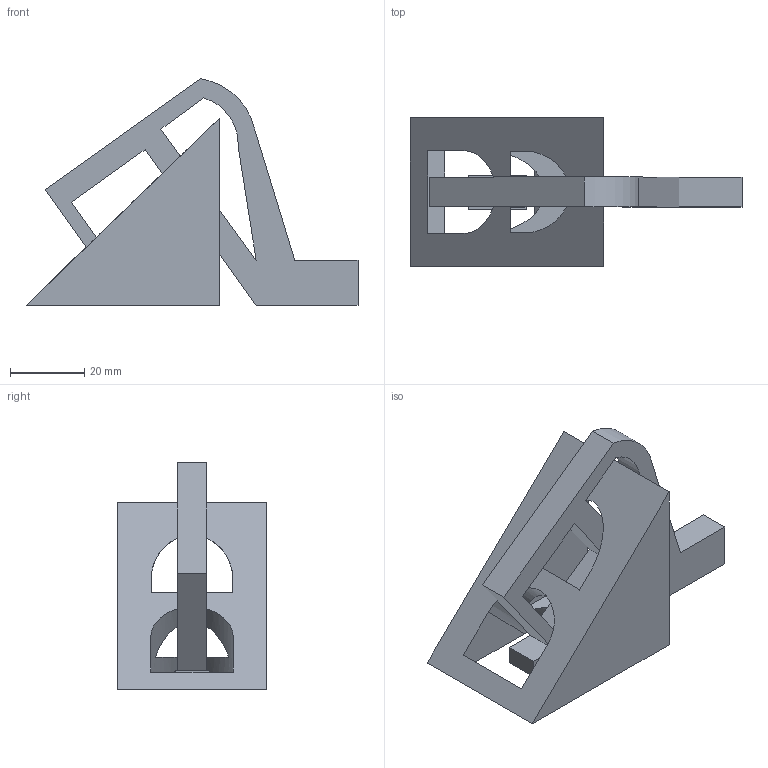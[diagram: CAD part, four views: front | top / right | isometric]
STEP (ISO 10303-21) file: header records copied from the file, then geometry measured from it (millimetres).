
FILE_DESCRIPTION(/* description */ (''),/* implementation_level */ '2;1');
FILE_NAME(/* name */ '5f1c4011b0c4ed168d8b8608',/* time_stamp */ '2020-07-25T14:22:10+00:00',/* author */ (''),/* organization */ (''),/* preprocessor_version */ 'ST-DEVELOPER v16.7',/* originating_system */ $,/* authorisation */ $);
FILE_SCHEMA (('AUTOMOTIVE_DESIGN {1 0 10303 214 3 1 1}'));
Length unit declared in the file: metre
Products named in the file (2): Part 2; Part 1
Bounding box: 89.24 x 40 x 60.93 mm (x, y, z)
Volume: 42646.7 mm3; surface area: 18062.4 mm2
Topology: 2 solids, 2 shells, 42 faces, 117 edges, 78 vertices
Faces by surface type: plane 36, cylinder 6
Entity records: 1415 total; most frequent: CARTESIAN_POINT 239, ORIENTED_EDGE 234, DIRECTION 223, EDGE_CURVE 117, LINE 99, VECTOR 99, VERTEX_POINT 78, AXIS2_PLACEMENT_3D 62
